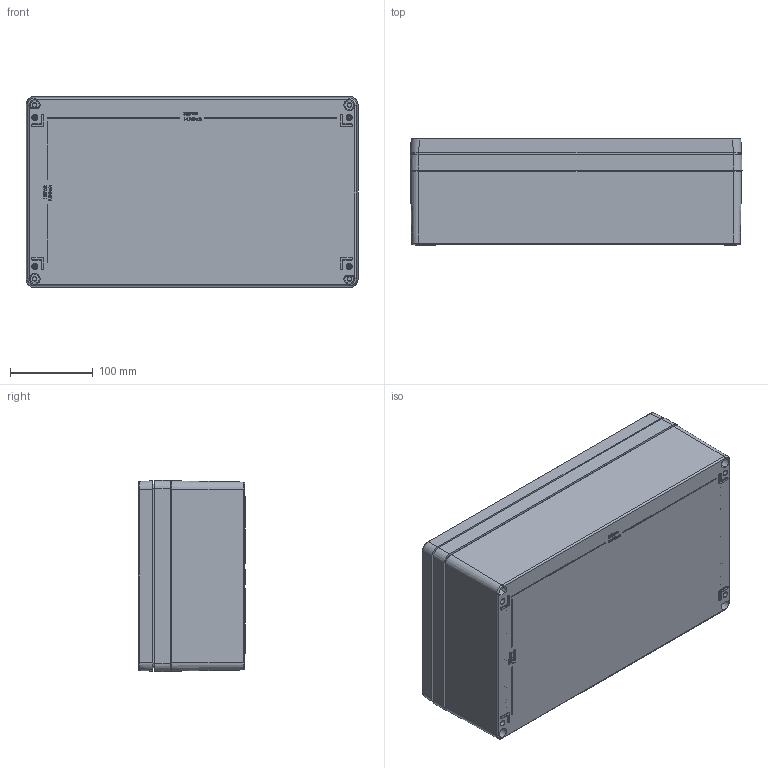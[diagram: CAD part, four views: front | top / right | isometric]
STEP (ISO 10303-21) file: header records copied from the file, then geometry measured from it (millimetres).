
FILE_DESCRIPTION (( 'STEP AP214' ), '1' );
FILE_NAME ('13140500.STEP', '2016-03-15T13:42:01', ( 'Macha' ), ( 'Hewlett-Packard Company' ), 'SwSTEP 2.0', 'SolidWorks 2015', '' );
FILE_SCHEMA (( 'AUTOMOTIVE_DESIGN' ));
Length unit declared in the file: millimetre
Products named in the file (5): 93038; 01063_Bearbeitung nach Zeichng. 01-2-010630-01-0; 13140500; 08963; 08763_Bohrung 5mm
Assembly tree (7 placements, depth 2):
  13140500
    01063_Bearbeitung nach Zeichng. 01-2-010630-01-0
    08963
    08763_Bohrung 5mm
    93038  x4
Bounding box: 401 x 129.6 x 231 mm (x, y, z)
Volume: 1616378.3 mm3; surface area: 650970.9 mm2
Topology: 7 solids, 7 shells, 1543 faces, 3722 edges, 2303 vertices
Faces by surface type: plane 578, bspline 320, cone 288, cylinder 241, torus 113, sphere 3
Entity records: 61584 total; most frequent: CARTESIAN_POINT 29155, ORIENTED_EDGE 7008, DIRECTION 5813, EDGE_CURVE 3504, VERTEX_POINT 2204, AXIS2_PLACEMENT_3D 2054, VECTOR 1705, LINE 1705
